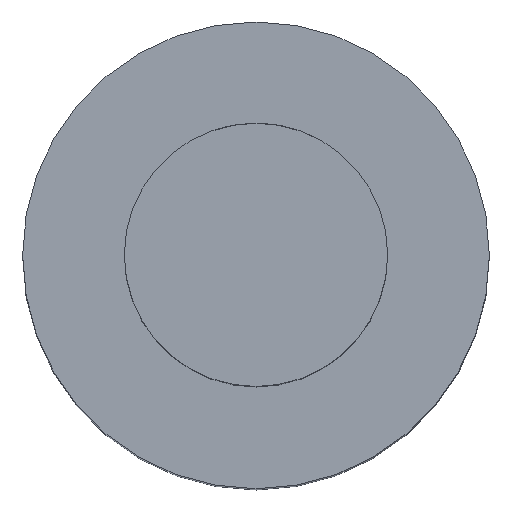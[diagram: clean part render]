
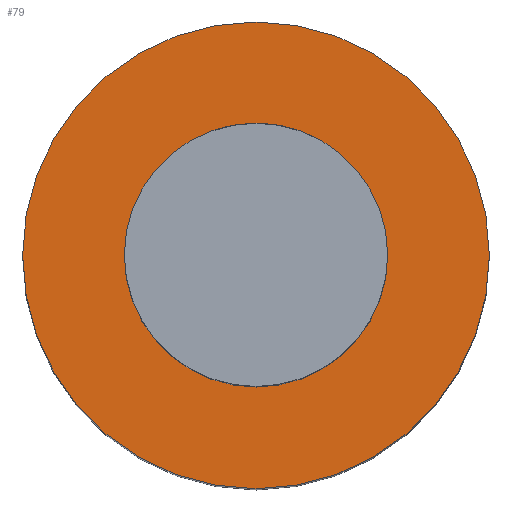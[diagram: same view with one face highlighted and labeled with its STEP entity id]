
A CAD part, top view. The second image highlights one B-rep face of the part: STEP entity #79.
In plain terms, the highlighted planar face has unit normal (0, 0, 1).
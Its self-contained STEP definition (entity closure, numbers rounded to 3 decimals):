
#48=EDGE_CURVE('240[2]',#124,#124,#125,.T.);
#79=ADVANCED_FACE('240[2]',(#172,#173),#174,.T.);
#91=EDGE_CURVE('240[2]',#189,#189,#190,.T.);
#124=VERTEX_POINT('',#223);
#125=CIRCLE('',#224,11.0);
#172=FACE_BOUND('',#480,.T.);
#173=FACE_OUTER_BOUND('',#481,.T.);
#174=PLANE('',#482);
#189=VERTEX_POINT('',#501);
#190=CIRCLE('',#502,19.5);
#223=CARTESIAN_POINT('',(11.0,0.0,0.0));
#224=AXIS2_PLACEMENT_3D('',#534,#535,#536);
#480=EDGE_LOOP('',(#579));
#481=EDGE_LOOP('',(#580));
#482=AXIS2_PLACEMENT_3D('',#581,#582,#583);
#501=CARTESIAN_POINT('',(0.,19.5,0.));
#502=AXIS2_PLACEMENT_3D('',#596,#597,#598);
#534=CARTESIAN_POINT('',(0.0,0.0,0.));
#535=DIRECTION('',(0.,0.,-1.0));
#536=DIRECTION('',(1.0,0.,0.));
#579=ORIENTED_EDGE('',*,*,#48,.T.);
#580=ORIENTED_EDGE('',*,*,#91,.F.);
#581=CARTESIAN_POINT('',(0.,9.75,0.));
#582=DIRECTION('',(0.,0.,1.0));
#583=DIRECTION('',(1.0,0.,0.0));
#596=CARTESIAN_POINT('',(0.0,0.0,0.0));
#597=DIRECTION('',(0.,0.,-1.0));
#598=DIRECTION('',(0.,1.0,0.));
